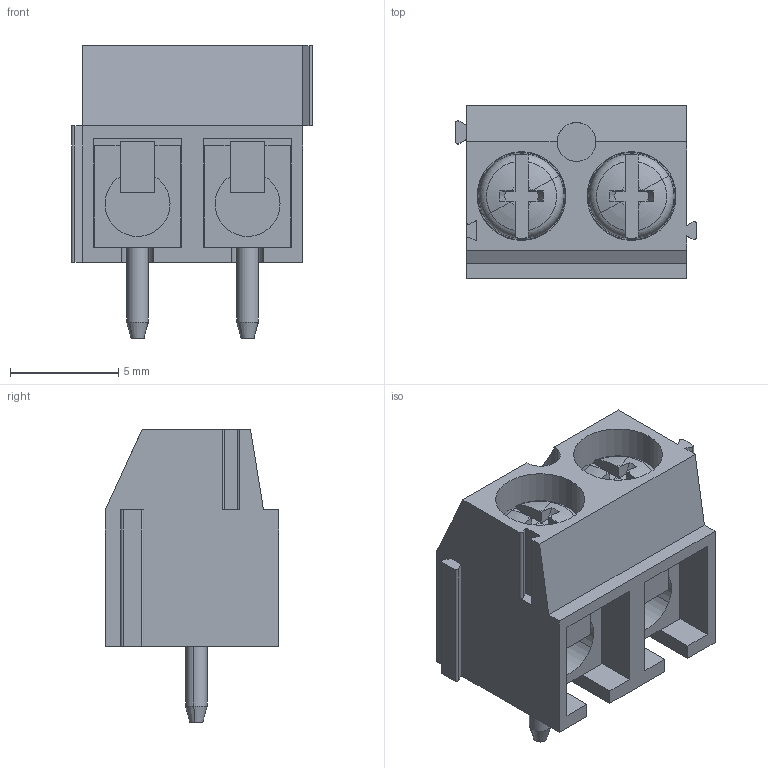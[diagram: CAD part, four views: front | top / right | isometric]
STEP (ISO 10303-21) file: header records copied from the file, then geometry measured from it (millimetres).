
FILE_DESCRIPTION(('CATIA V5 STEP Exchange','CAx-IF Rec.Pracs.--- Model Styling and Organization---1.4--- 2014-01-23'),'2;1');
FILE_NAME ('020656-2_0_1760510000_1760510000.stp','2021-04-06T15:39:22+00:00',('none'),('Weidmueller'),'CATIA Version 5-6 Release 2016 SP3 HF44','CATIA V5 STEP AP214','none');
FILE_SCHEMA(('AUTOMOTIVE_DESIGN { 1 0 10303 214 1 1 1 1 }'));
Length unit declared in the file: millimetre
Products named in the file (1): 1760510000
Bounding box: 11.11 x 8 x 13.5 mm (x, y, z)
Volume: 532.6 mm3; surface area: 1069.4 mm2
Topology: 3 solids, 3 shells, 157 faces, 425 edges, 278 vertices
Faces by surface type: plane 99, cylinder 30, cone 12, torus 8, revolution 8
Entity records: 4835 total; most frequent: CARTESIAN_POINT 1094, ORIENTED_EDGE 850, DIRECTION 580, EDGE_CURVE 425, VERTEX_POINT 278, VECTOR 267, LINE 267, AXIS2_PLACEMENT_3D 209
